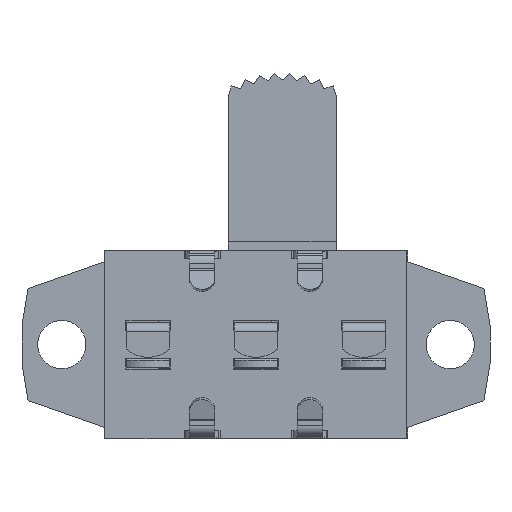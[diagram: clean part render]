
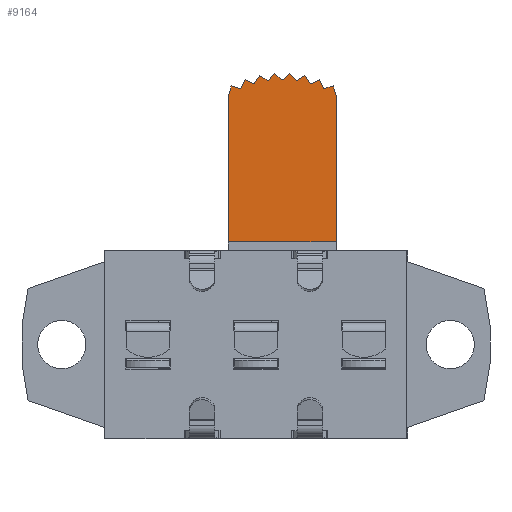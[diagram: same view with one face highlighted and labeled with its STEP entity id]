
A CAD part, front view. The second image highlights one B-rep face of the part: STEP entity #9164.
In plain terms, the highlighted planar face has unit normal (0, -1, 0).
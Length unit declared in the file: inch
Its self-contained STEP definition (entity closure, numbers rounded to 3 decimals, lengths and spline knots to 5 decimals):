
#576=FACE_OUTER_BOUND('',#1037,.T.);
#1037=EDGE_LOOP('',(#7335,#7336,#7337,#7338,#7339,#7340,#7341,#7342,#7343,
#7344,#7345,#7346,#7347,#7348,#7349,#7350,#7351,#7352,#7353));
#2122=LINE('',#14758,#3067);
#2126=LINE('',#14766,#3071);
#2129=LINE('',#14772,#3074);
#2132=LINE('',#14778,#3077);
#2135=LINE('',#14784,#3080);
#2141=LINE('',#14796,#3086);
#2142=LINE('',#14799,#3087);
#2145=LINE('',#14805,#3090);
#2148=LINE('',#14811,#3093);
#2151=LINE('',#14817,#3096);
#2154=LINE('',#14823,#3099);
#2157=LINE('',#14829,#3102);
#2160=LINE('',#14835,#3105);
#2163=LINE('',#14841,#3108);
#2166=LINE('',#14847,#3111);
#2169=LINE('',#14852,#3114);
#2175=LINE('',#14863,#3120);
#2186=LINE('',#14894,#3131);
#2191=LINE('',#14902,#3136);
#3067=VECTOR('',#11760,0.3937);
#3071=VECTOR('',#11766,0.3937);
#3074=VECTOR('',#11771,0.3937);
#3077=VECTOR('',#11776,0.3937);
#3080=VECTOR('',#11781,0.3937);
#3086=VECTOR('',#11789,0.3937);
#3087=VECTOR('',#11792,0.3937);
#3090=VECTOR('',#11797,0.3937);
#3093=VECTOR('',#11802,0.3937);
#3096=VECTOR('',#11807,0.3937);
#3099=VECTOR('',#11812,0.3937);
#3102=VECTOR('',#11817,0.3937);
#3105=VECTOR('',#11822,0.3937);
#3108=VECTOR('',#11827,0.3937);
#3111=VECTOR('',#11832,0.3937);
#3114=VECTOR('',#11837,0.3937);
#3120=VECTOR('',#11845,0.3937);
#3131=VECTOR('',#11870,0.3937);
#3136=VECTOR('',#11877,0.3937);
#3970=VERTEX_POINT('',#14756);
#3971=VERTEX_POINT('',#14757);
#3974=VERTEX_POINT('',#14765);
#3976=VERTEX_POINT('',#14771);
#3978=VERTEX_POINT('',#14777);
#3980=VERTEX_POINT('',#14783);
#3983=VERTEX_POINT('',#14790);
#3985=VERTEX_POINT('',#14794);
#3986=VERTEX_POINT('',#14798);
#3988=VERTEX_POINT('',#14804);
#3990=VERTEX_POINT('',#14810);
#3992=VERTEX_POINT('',#14816);
#3994=VERTEX_POINT('',#14822);
#3996=VERTEX_POINT('',#14828);
#3998=VERTEX_POINT('',#14834);
#4000=VERTEX_POINT('',#14840);
#4002=VERTEX_POINT('',#14846);
#4007=VERTEX_POINT('',#14861);
#4020=VERTEX_POINT('',#14893);
#5113=EDGE_CURVE('',#3970,#3971,#2122,.T.);
#5117=EDGE_CURVE('',#3971,#3974,#2126,.T.);
#5120=EDGE_CURVE('',#3974,#3976,#2129,.T.);
#5123=EDGE_CURVE('',#3976,#3978,#2132,.T.);
#5126=EDGE_CURVE('',#3978,#3980,#2135,.T.);
#5132=EDGE_CURVE('',#3983,#3985,#2141,.T.);
#5133=EDGE_CURVE('',#3985,#3986,#2142,.T.);
#5136=EDGE_CURVE('',#3986,#3988,#2145,.T.);
#5139=EDGE_CURVE('',#3988,#3990,#2148,.T.);
#5142=EDGE_CURVE('',#3990,#3992,#2151,.T.);
#5145=EDGE_CURVE('',#3992,#3994,#2154,.T.);
#5148=EDGE_CURVE('',#3994,#3996,#2157,.T.);
#5151=EDGE_CURVE('',#3996,#3998,#2160,.T.);
#5154=EDGE_CURVE('',#3998,#4000,#2163,.T.);
#5157=EDGE_CURVE('',#4000,#4002,#2166,.T.);
#5160=EDGE_CURVE('',#4002,#3970,#2169,.T.);
#5166=EDGE_CURVE('',#4007,#3980,#2175,.T.);
#5182=EDGE_CURVE('',#4020,#3983,#2186,.T.);
#5187=EDGE_CURVE('',#4007,#4020,#2191,.T.);
#7335=ORIENTED_EDGE('',*,*,#5126,.T.);
#7336=ORIENTED_EDGE('',*,*,#5166,.F.);
#7337=ORIENTED_EDGE('',*,*,#5187,.T.);
#7338=ORIENTED_EDGE('',*,*,#5182,.T.);
#7339=ORIENTED_EDGE('',*,*,#5132,.T.);
#7340=ORIENTED_EDGE('',*,*,#5133,.T.);
#7341=ORIENTED_EDGE('',*,*,#5136,.T.);
#7342=ORIENTED_EDGE('',*,*,#5139,.T.);
#7343=ORIENTED_EDGE('',*,*,#5142,.T.);
#7344=ORIENTED_EDGE('',*,*,#5145,.T.);
#7345=ORIENTED_EDGE('',*,*,#5148,.T.);
#7346=ORIENTED_EDGE('',*,*,#5151,.T.);
#7347=ORIENTED_EDGE('',*,*,#5154,.T.);
#7348=ORIENTED_EDGE('',*,*,#5157,.T.);
#7349=ORIENTED_EDGE('',*,*,#5160,.T.);
#7350=ORIENTED_EDGE('',*,*,#5113,.T.);
#7351=ORIENTED_EDGE('',*,*,#5117,.T.);
#7352=ORIENTED_EDGE('',*,*,#5120,.T.);
#7353=ORIENTED_EDGE('',*,*,#5123,.T.);
#8332=PLANE('',#9848);
#9164=ADVANCED_FACE('',(#576),#8332,.T.);
#9848=AXIS2_PLACEMENT_3D('',#14905,#11881,#11882);
#11760=DIRECTION('',(-0.538,0.,-0.843));
#11766=DIRECTION('',(-0.906,0.,0.423));
#11771=DIRECTION('',(-0.417,0.,-0.909));
#11776=DIRECTION('',(-0.959,0.,0.284));
#11781=DIRECTION('',(-0.284,0.,-0.959));
#11789=DIRECTION('',(-0.284,0.,0.959));
#11792=DIRECTION('',(-0.959,0.,-0.284));
#11797=DIRECTION('',(-0.417,0.,0.909));
#11802=DIRECTION('',(-0.906,0.,-0.423));
#11807=DIRECTION('',(-0.538,0.,0.843));
#11812=DIRECTION('',(-0.838,0.,-0.545));
#11817=DIRECTION('',(-0.652,0.,0.758));
#11822=DIRECTION('',(-0.753,0.,-0.658));
#11827=DIRECTION('',(-0.753,0.,0.658));
#11832=DIRECTION('',(-0.652,0.,-0.758));
#11837=DIRECTION('',(-0.838,0.,0.545));
#11845=DIRECTION('',(0.,0.,1.));
#11870=DIRECTION('',(0.,0.,1.));
#11877=DIRECTION('',(1.,0.,0.));
#11881=DIRECTION('center_axis',(0.,-1.,0.));
#11882=DIRECTION('ref_axis',(0.,0.,
-1.));
#14756=CARTESIAN_POINT('',(0.9157,0.5739,0.6856));
#14757=CARTESIAN_POINT('',(0.9,0.5739,0.66103));
#14758=CARTESIAN_POINT('',(0.82597,0.5739,0.54517));
#14765=CARTESIAN_POINT('',(0.87356,0.5739,0.67339));
#14766=CARTESIAN_POINT('',(1.09564,0.5739,0.56959));
#14771=CARTESIAN_POINT('',(0.86149,0.5739,0.64708));
#14772=CARTESIAN_POINT('',(0.79702,0.5739,0.50657));
#14777=CARTESIAN_POINT('',(0.83351,0.5739,0.65538));
#14778=CARTESIAN_POINT('',(1.05613,0.5739,0.58941));
#14783=CARTESIAN_POINT('',(0.82521,0.5739,0.62739));
#14784=CARTESIAN_POINT('',(0.77673,0.5739,0.46379));
#14790=CARTESIAN_POINT('',(1.13721,0.5739,0.62739));
#14794=CARTESIAN_POINT('',(1.12892,0.5739,0.65538));
#14796=CARTESIAN_POINT('',(1.20548,0.5739,0.39703));
#14798=CARTESIAN_POINT('',(1.10094,0.5739,0.64708));
#14799=CARTESIAN_POINT('',(1.0637,0.5739,0.63605));
#14804=CARTESIAN_POINT('',(1.08887,0.5739,0.67339));
#14805=CARTESIAN_POINT('',(1.19857,0.5739,0.43429));
#14810=CARTESIAN_POINT('',(1.06242,0.5739,0.66103));
#14811=CARTESIAN_POINT('',(1.00804,0.5739,0.63561));
#14816=CARTESIAN_POINT('',(1.04673,0.5739,0.6856));
#14817=CARTESIAN_POINT('',(1.18952,0.5739,0.46211));
#14822=CARTESIAN_POINT('',(1.02223,0.5739,0.66966));
#14823=CARTESIAN_POINT('',(0.95577,0.5739,0.62641));
#14828=CARTESIAN_POINT('',(1.00319,0.5739,0.69178));
#14829=CARTESIAN_POINT('',(1.17553,0.5739,0.49158));
#14834=CARTESIAN_POINT('',(0.98121,0.5739,0.67255));
#14835=CARTESIAN_POINT('',(0.90655,0.5739,0.60724));
#14840=CARTESIAN_POINT('',(0.95924,0.5739,0.69178));
#14841=CARTESIAN_POINT('',(1.15524,0.5739,0.52032));
#14846=CARTESIAN_POINT('',(0.9402,0.5739,0.66966));
#14847=CARTESIAN_POINT('',(0.86282,0.5739,0.57977));
#14852=CARTESIAN_POINT('',(1.12851,0.5739,0.54713));
#14861=CARTESIAN_POINT('',(0.82521,0.5739,0.20355));
#14863=CARTESIAN_POINT('',(0.82521,0.5739,0.14855));
#14893=CARTESIAN_POINT('',(1.13721,0.5739,0.20355));
#14894=CARTESIAN_POINT('',(1.13721,0.5739,0.14855));
#14902=CARTESIAN_POINT('',(1.13721,0.5739,0.20355));
#14905=CARTESIAN_POINT('Origin',(1.13721,0.5739,0.14855));
